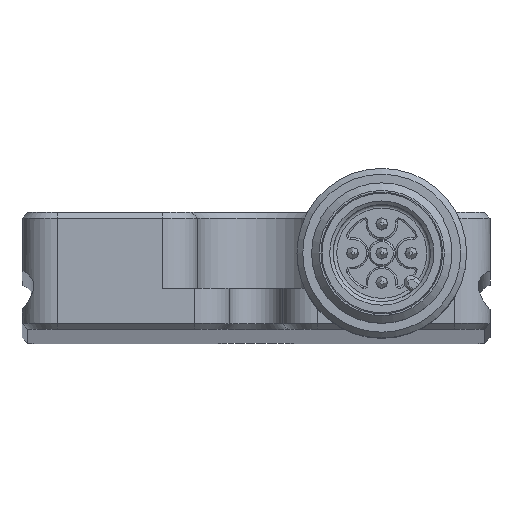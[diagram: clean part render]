
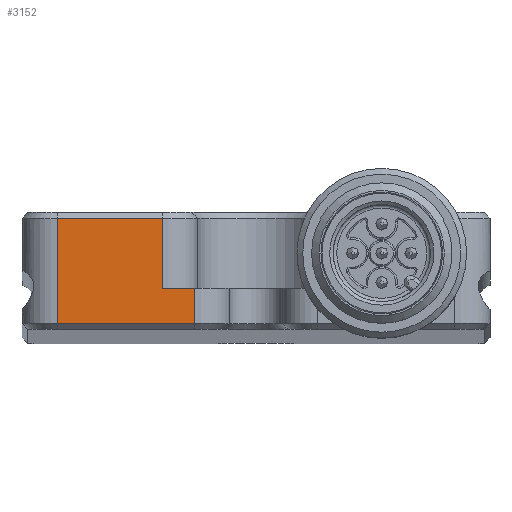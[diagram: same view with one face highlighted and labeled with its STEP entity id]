
A CAD part, top view. The second image highlights one B-rep face of the part: STEP entity #3152.
In plain terms, the highlighted planar face has unit normal (0, 0, 1).
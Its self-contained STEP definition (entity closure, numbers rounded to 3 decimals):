
#543=FACE_OUTER_BOUND('',#759,.T.);
#759=EDGE_LOOP('',(#2282,#2283,#2284,#2285,#2286,#2287));
#1016=LINE('',#4928,#1217);
#1070=LINE('',#5110,#1271);
#1073=LINE('',#5144,#1274);
#1074=LINE('',#5146,#1275);
#1075=LINE('',#5148,#1276);
#1076=LINE('',#5149,#1277);
#1217=VECTOR('',#3844,10.);
#1271=VECTOR('',#4002,10.);
#1274=VECTOR('',#4009,10.);
#1275=VECTOR('',#4010,10.);
#1276=VECTOR('',#4011,10.);
#1277=VECTOR('',#4012,10.);
#1415=VERTEX_POINT('',#4921);
#1418=VERTEX_POINT('',#4926);
#1470=VERTEX_POINT('',#5109);
#1475=VERTEX_POINT('',#5143);
#1476=VERTEX_POINT('',#5145);
#1477=VERTEX_POINT('',#5147);
#1716=EDGE_CURVE('',#1418,#1415,#1016,.T.);
#1796=EDGE_CURVE('',#1415,#1470,#1070,.T.);
#1802=EDGE_CURVE('',#1475,#1418,#1073,.T.);
#1803=EDGE_CURVE('',#1475,#1476,#1074,.T.);
#1804=EDGE_CURVE('',#1477,#1476,#1075,.T.);
#1805=EDGE_CURVE('',#1470,#1477,#1076,.T.);
#2282=ORIENTED_EDGE('',*,*,#1716,.F.);
#2283=ORIENTED_EDGE('',*,*,#1802,.F.);
#2284=ORIENTED_EDGE('',*,*,#1803,.T.);
#2285=ORIENTED_EDGE('',*,*,#1804,.F.);
#2286=ORIENTED_EDGE('',*,*,#1805,.F.);
#2287=ORIENTED_EDGE('',*,*,#1796,.F.);
#3056=PLANE('',#3450);
#3152=ADVANCED_FACE('',(#543),#3056,.T.);
#3450=AXIS2_PLACEMENT_3D('',#5142,#4007,#4008);
#3844=DIRECTION('',(-1.,0.,0.));
#4002=DIRECTION('',(0.,1.,0.));
#4007=DIRECTION('center_axis',(0.,0.,1.));
#4008=DIRECTION('ref_axis',(1.,0.,0.));
#4009=DIRECTION('',(0.,-1.,0.));
#4010=DIRECTION('',(-1.,0.,0.));
#4011=DIRECTION('',(0.,-1.,0.));
#4012=DIRECTION('',(1.,0.,0.));
#4921=CARTESIAN_POINT('',(-17.,-4.5,0.));
#4926=CARTESIAN_POINT('',(-5.25,-4.5,0.));
#4928=CARTESIAN_POINT('',(10.,-4.5,0.));
#5109=CARTESIAN_POINT('',(-17.,4.5,0.));
#5110=CARTESIAN_POINT('',(-17.,-2.5,0.));
#5142=CARTESIAN_POINT('Origin',(0.,0.,0.));
#5143=CARTESIAN_POINT('',(-5.25,-1.5,0.));
#5144=CARTESIAN_POINT('',(-5.25,2.5,0.));
#5145=CARTESIAN_POINT('',(-8.,-1.5,0.));
#5146=CARTESIAN_POINT('',(0.,-1.5,0.));
#5147=CARTESIAN_POINT('',(-8.,4.5,0.));
#5148=CARTESIAN_POINT('',(-8.,2.5,0.));
#5149=CARTESIAN_POINT('',(-10.,4.5,0.));
